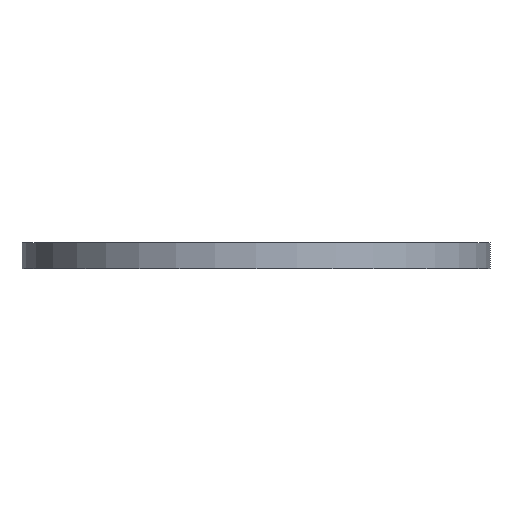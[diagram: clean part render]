
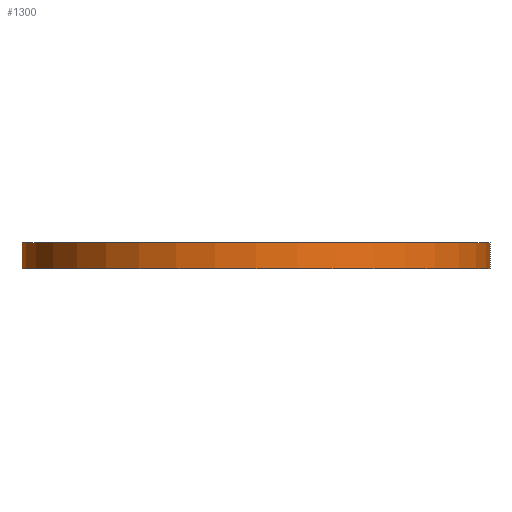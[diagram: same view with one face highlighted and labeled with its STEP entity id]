
A CAD part, front view. The second image highlights one B-rep face of the part: STEP entity #1300.
In plain terms, the highlighted cylindrical face has radius 90 mm (diameter 180 mm), a partial arc.
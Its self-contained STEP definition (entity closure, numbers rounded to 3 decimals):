
#6=CARTESIAN_POINT('',(0.,0.,0.));
#7=DIRECTION('',(0.,0.,1.));
#8=DIRECTION('',(-1.,0.,0.));
#9=AXIS2_PLACEMENT_3D('',#6,#7,#8);
#201=DIRECTION('',(0.,0.,1.));
#202=VECTOR('',#201,10.);
#203=CARTESIAN_POINT('',(90.,0.,0.));
#204=LINE('',#203,#202);
#205=DIRECTION('',(0.,0.,1.));
#206=VECTOR('',#205,10.);
#207=CARTESIAN_POINT('',(-90.,0.,0.));
#208=LINE('',#207,#206);
#214=CARTESIAN_POINT('',(0.,0.,10.));
#215=DIRECTION('',(0.,0.,1.));
#216=DIRECTION('',(-1.,0.,0.));
#217=AXIS2_PLACEMENT_3D('',#214,#215,#216);
#897=CARTESIAN_POINT('',(90.,0.,0.));
#898=CARTESIAN_POINT('',(-90.,0.,0.));
#899=VERTEX_POINT('',#897);
#900=VERTEX_POINT('',#898);
#901=CARTESIAN_POINT('',(90.,0.,10.));
#902=CARTESIAN_POINT('',(-90.,0.,10.));
#903=VERTEX_POINT('',#901);
#904=VERTEX_POINT('',#902);
#1288=CARTESIAN_POINT('',(0.,0.,0.));
#1289=DIRECTION('',(0.,0.,1.));
#1290=DIRECTION('',(1.,0.,0.));
#1291=AXIS2_PLACEMENT_3D('',#1288,#1289,#1290);
#1292=CYLINDRICAL_SURFACE('',#1291,90.);
#1293=ORIENTED_EDGE('',*,*,#1160,.F.);
#1294=ORIENTED_EDGE('',*,*,#1283,.T.);
#1296=ORIENTED_EDGE('',*,*,#1295,.T.);
#1297=ORIENTED_EDGE('',*,*,#1279,.F.);
#1298=EDGE_LOOP('',(#1293,#1294,#1296,#1297));
#1299=FACE_OUTER_BOUND('',#1298,.F.);
#1300=ADVANCED_FACE('',(#1299),#1292,.T.);
#10=CIRCLE('',#9,90.);
#218=CIRCLE('',#217,90.);
#1160=EDGE_CURVE('',#900,#899,#10,.T.);
#1279=EDGE_CURVE('',#899,#903,#204,.T.);
#1283=EDGE_CURVE('',#900,#904,#208,.T.);
#1295=EDGE_CURVE('',#904,#903,#218,.T.);
